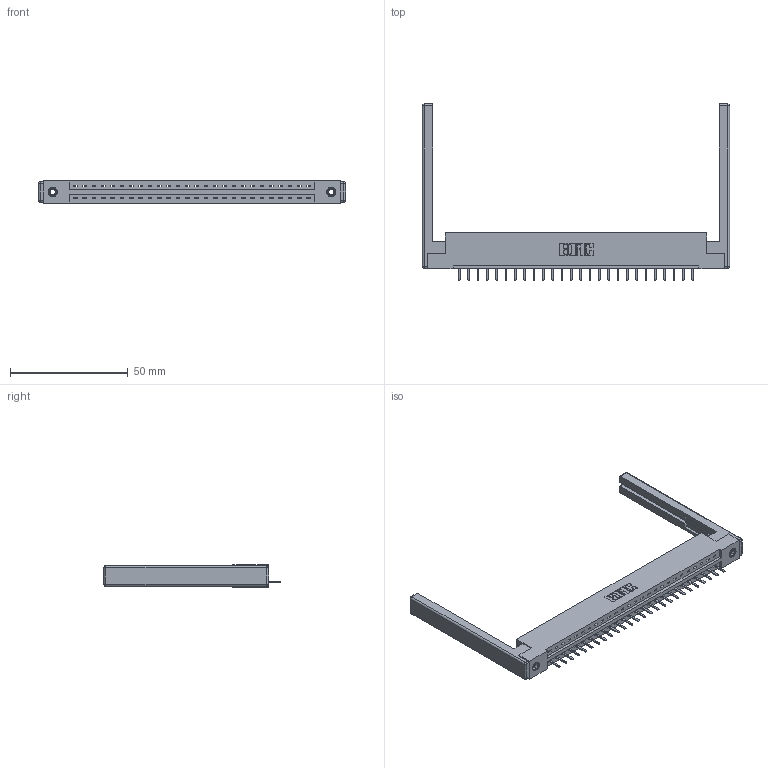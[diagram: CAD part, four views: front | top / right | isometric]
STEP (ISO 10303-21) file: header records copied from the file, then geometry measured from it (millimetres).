
FILE_DESCRIPTION (( 'STEP AP203' ), '1' );
FILE_NAME ('337-026-520-168.STEP', '2019-09-30T18:17:47', ( '' ), ( '' ), 'SwSTEP 2.0', 'SolidWorks 2016', '' );
FILE_SCHEMA (( 'CONFIG_CONTROL_DESIGN' ));
Length unit declared in the file: inch
Products named in the file (5): 337 Part_Flush Mounting Lugs - 0.156 Dia-TI; 345-292-001_345-293-120; 345-250-001_345-250-001-102; 307-220-068; 337-026-520-168
Assembly tree (31 placements, depth 2):
  337-026-520-168
    337 Part_Flush Mounting Lugs - 0.156 Dia-TI
    345-292-001_345-293-120  x26
    345-250-001_345-250-001-102  x2
    307-220-068  x2
Bounding box: 130.45 x 74.76 x 9.4 mm (x, y, z)
Volume: 17674.8 mm3; surface area: 17461.2 mm2
Topology: 31 solids, 31 shells, 1984 faces, 5797 edges, 3774 vertices
Faces by surface type: plane 1406, cylinder 554, cone 12, sphere 8, torus 4
Entity records: 24270 total; most frequent: CARTESIAN_POINT 4193, ORIENTED_EDGE 4132, DIRECTION 3624, EDGE_CURVE 2066, VECTOR 1884, LINE 1884, VERTEX_POINT 1366, AXIS2_PLACEMENT_3D 870
